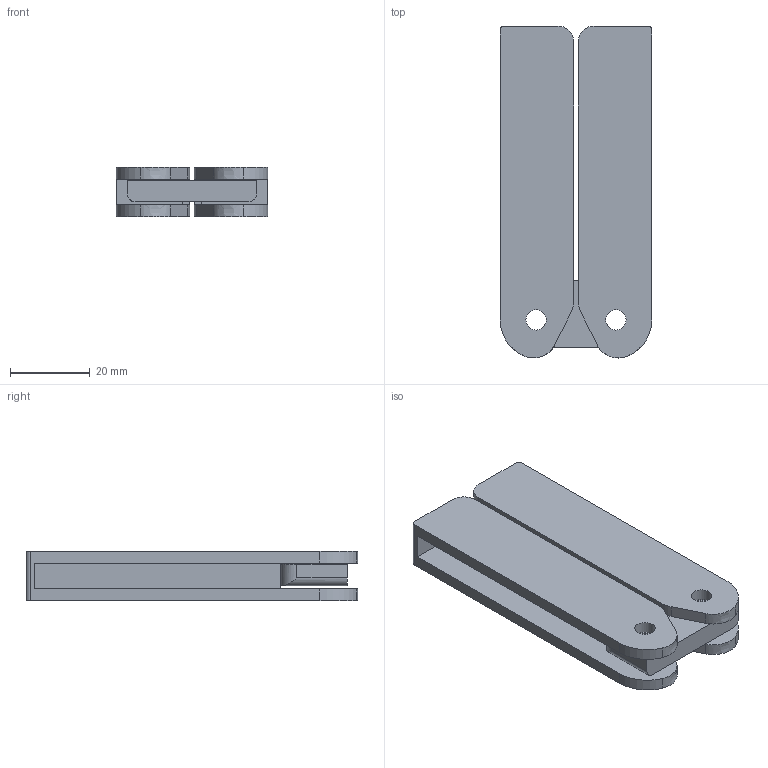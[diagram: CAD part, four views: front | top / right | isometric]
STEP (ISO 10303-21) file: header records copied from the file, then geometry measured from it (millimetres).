
FILE_DESCRIPTION(/* description */ (''),/* implementation_level */ '2;1');
FILE_NAME(/* name */ 'FlyPocketZest_v6.step',/* time_stamp */ '2022-12-26T17:16:37-05:00',/* author */ (''),/* organization */ (''),/* preprocessor_version */ 'ST-DEVELOPER v19.2',/* originating_system */ 'Autodesk Translation Framework v11.17.0.187',/* authorisation */ '');
FILE_SCHEMA (('AUTOMOTIVE_DESIGN { 1 0 10303 214 3 1 1 }'));
Length unit declared in the file: millimetre
Products named in the file (2): Pocket_Graters; Butterfly
Assembly tree (1 placements, depth 2):
  Pocket_Graters
    Butterfly
Bounding box: 38.1 x 83.31 x 12.4 mm (x, y, z)
Volume: 21918.2 mm3; surface area: 17255.5 mm2
Topology: 3 solids, 3 shells, 56 faces, 150 edges, 100 vertices
Faces by surface type: plane 26, cylinder 18, bspline 12
Full cylindrical faces by diameter (mm): 5.1 x6
Entity records: 2117 total; most frequent: CARTESIAN_POINT 723, ORIENTED_EDGE 300, DIRECTION 236, EDGE_CURVE 150, VERTEX_POINT 100, AXIS2_PLACEMENT_3D 81, LINE 74, VECTOR 74
